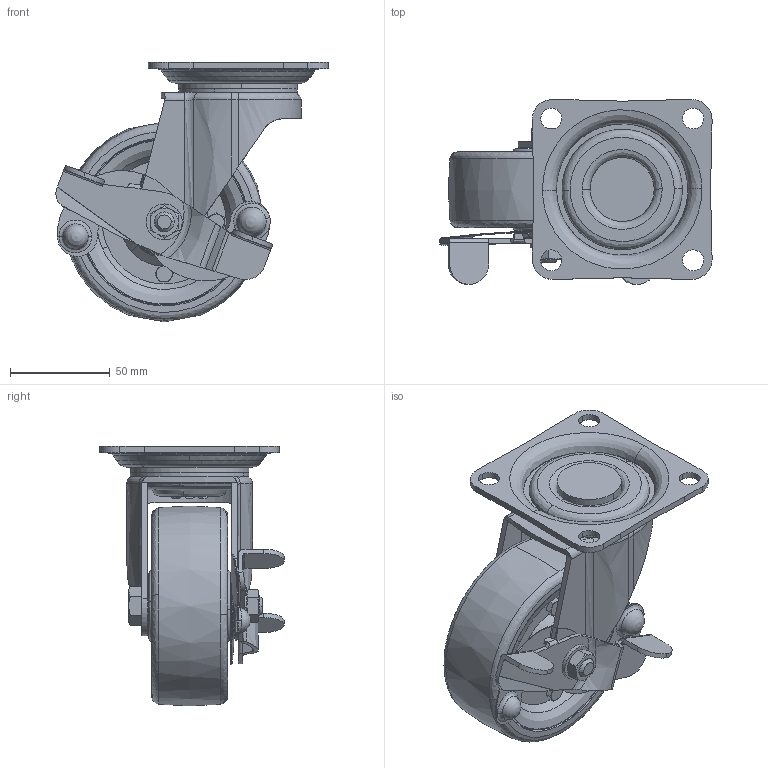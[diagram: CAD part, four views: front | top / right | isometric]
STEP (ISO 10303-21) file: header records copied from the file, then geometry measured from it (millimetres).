
FILE_DESCRIPTION((''),'2;1');
FILE_NAME('','2009-03-19T14:29:47',(''),(''),'','CADfix','');
FILE_SCHEMA(('AUTOMOTIVE_DESIGN { 1 0 10303 214 1 1 1 1 }'));
Length unit declared in the file: millimetre
Bounding box: 136.21 x 92.4 x 130 mm (x, y, z)
Volume: 361519.1 mm3; surface area: 95890.9 mm2
Topology: 6 solids, 16 shells, 459 faces, 1354 edges, 933 vertices
Faces by surface type: bspline 459
Entity records: 24769 total; most frequent: CARTESIAN_POINT 17217, ORIENTED_EDGE 2634, EDGE_CURVE 1353, VERTEX_POINT 933, EDGE_LOOP 506, FACE_OUTER_BOUND 459, ADVANCED_FACE 459, QUASI_UNIFORM_CURVE 393
